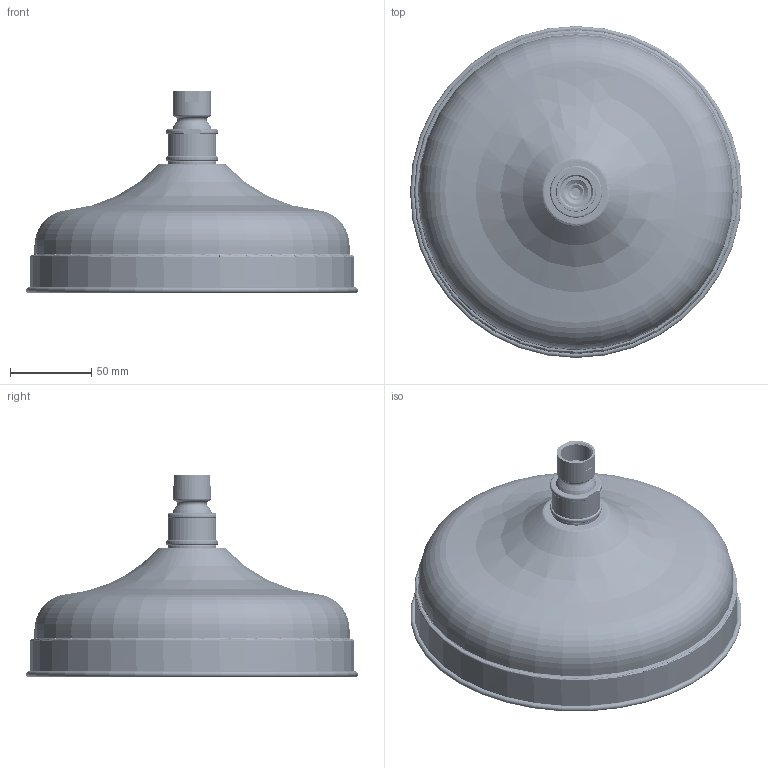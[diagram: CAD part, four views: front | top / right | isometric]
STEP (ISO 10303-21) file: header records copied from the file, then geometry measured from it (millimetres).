
FILE_DESCRIPTION(/* description */ (''),/* implementation_level */ '2;1');
FILE_NAME(/* name */ 'd3e50719-86b7-40d8-9476-f66580613f8c.stp',/* time_stamp */ '2020-06-30T11:30:25+00:00',/* author */ (''),/* organization */ (''),/* preprocessor_version */ 'ST-DEVELOPER v18.1',/* originating_system */ 'Autodesk Translation Framework v9.3.0.1241',/* authorisation */ '');
FILE_SCHEMA (('AUTOMOTIVE_DESIGN { 1 0 10303 214 3 1 1 }'));
Products named in the file (1): !WG620CR
Bounding box: 204.49 x 204.49 x 124.4 mm (x, y, z)
Volume: 149246.5 mm3; surface area: 284952.3 mm2
Topology: 6 solids, 6 shells, 1518 faces, 3812 edges, 2531 vertices
Faces by surface type: cylinder 519, torus 457, plane 269, cone 220, bspline 51, sphere 2
Full cylindrical faces by diameter (mm): 1.2 x105, 2.5 x4, 5 x5, 6 x105, 6.3 x105, 7 x8, 8.5 x106, 10 x1, 12 x2, 13 x1, 15 x2, 17 x1, 19 x1, 24 x3, 24.1 x1, 24.6 x1, 26 x1, 26.7 x10, 27.8 x1, 28 x4, 30 x2, 32 x1, 192.5 x1, 193.4 x1, 194.1 x1, 195.4 x1, 197 x1, 197.5 x1, 199.1 x1
Entity records: 70748 total; most frequent: CARTESIAN_POINT 31332, DIRECTION 9183, ORIENTED_EDGE 7624, AXIS2_PLACEMENT_3D 4201, EDGE_CURVE 3812, CIRCLE 2734, VERTEX_POINT 2531, EDGE_LOOP 2194
